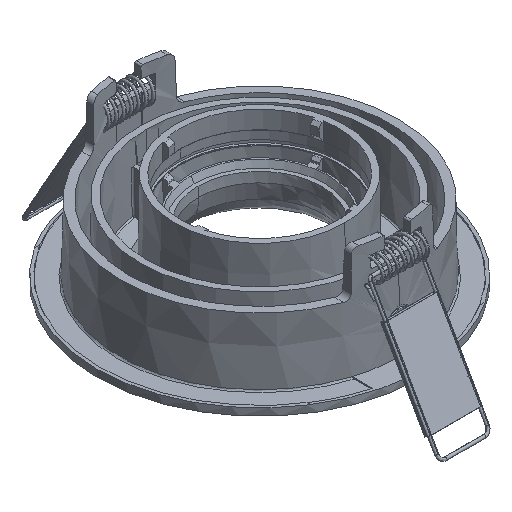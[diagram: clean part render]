
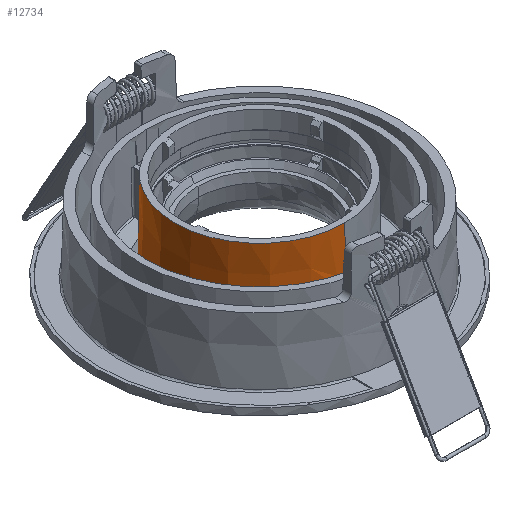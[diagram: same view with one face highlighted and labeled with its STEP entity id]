
A CAD part, isometric view. The second image highlights one B-rep face of the part: STEP entity #12734.
In plain terms, the highlighted conical face has half-angle 1 degrees and reference radius 29.233 mm.
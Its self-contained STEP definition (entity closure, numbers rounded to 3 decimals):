
#7951=CARTESIAN_POINT('Vertex',(-5.505,17.75,-28.471)) ;
#7955=CARTESIAN_POINT('Control Point',(-5.505,17.75,-28.471)) ;
#7956=CARTESIAN_POINT('Control Point',(-4.417,17.75,-28.682)) ;
#7957=CARTESIAN_POINT('Control Point',(-3.32,17.75,-28.84)) ;
#7958=CARTESIAN_POINT('Control Point',(-2.215,17.75,-28.946)) ;
#7959=CARTESIAN_POINT('Control Point',(-1.108,17.75,-28.999)) ;
#7960=CARTESIAN_POINT('Control Point',(0.,17.75,-28.999)) ;
#7961=CARTESIAN_POINT('Vertex',(0.,17.75,-28.999)) ;
#8309=CARTESIAN_POINT('Vertex',(0.,17.75,28.999)) ;
#8313=CARTESIAN_POINT('Control Point',(0.,17.75,28.999)) ;
#8314=CARTESIAN_POINT('Control Point',(-1.074,17.75,28.999)) ;
#8315=CARTESIAN_POINT('Control Point',(-2.148,17.75,28.949)) ;
#8316=CARTESIAN_POINT('Control Point',(-3.22,17.75,28.85)) ;
#8317=CARTESIAN_POINT('Control Point',(-4.285,17.75,28.701)) ;
#8318=CARTESIAN_POINT('Control Point',(-5.34,17.75,28.503)) ;
#8319=CARTESIAN_POINT('Vertex',(-5.34,17.75,28.503)) ;
#9130=CARTESIAN_POINT('Vertex',(-5.571,4.354,28.697)) ;
#12080=CARTESIAN_POINT('Vertex',(0.,32.,-28.75)) ;
#12082=CARTESIAN_POINT('Vertex',(0.,32.,28.75)) ;
#12085=CARTESIAN_POINT('Axis2P3D Location',(0.,32.,0.)) ;
#12433=CARTESIAN_POINT('Control Point',(-5.506,4.354,-28.709)) ;
#12434=CARTESIAN_POINT('Control Point',(-46.784,4.354,-20.793)) ;
#12435=CARTESIAN_POINT('Control Point',(-46.05,4.354,20.839)) ;
#12436=CARTESIAN_POINT('Control Point',(-5.571,4.354,28.697)) ;
#12437=CARTESIAN_POINT('Vertex',(-5.506,4.354,-28.709)) ;
#12571=CARTESIAN_POINT('Control Point',(-5.571,4.354,28.697)) ;
#12572=CARTESIAN_POINT('Control Point',(-5.494,8.819,28.632)) ;
#12573=CARTESIAN_POINT('Control Point',(-5.417,13.285,28.568)) ;
#12574=CARTESIAN_POINT('Control Point',(-5.34,17.75,28.503)) ;
#12692=CARTESIAN_POINT('Axis2P3D Location',(0.,4.354,0.)) ;
#12697=CARTESIAN_POINT('Line Origine',(0.,-4998396.756,87276.648)) ;
#12702=CARTESIAN_POINT('Line Origine',(0.,-4998396.756,-87276.648)) ;
#12719=CARTESIAN_POINT('Control Point',(-5.505,17.75,-28.471)) ;
#12720=CARTESIAN_POINT('Control Point',(-5.505,13.285,-28.551)) ;
#12721=CARTESIAN_POINT('Control Point',(-5.506,8.819,-28.63)) ;
#12722=CARTESIAN_POINT('Control Point',(-5.506,4.354,-28.709)) ;
#12086=DIRECTION('Axis2P3D Direction',(0.,-1.,0.)) ;
#12693=DIRECTION('Axis2P3D Direction',(0.,-1.,0.)) ;
#12694=DIRECTION('Axis2P3D XDirection',(0.,0.,-1.)) ;
#12698=DIRECTION('Vector Direction',(0.,-1.,0.017)) ;
#12703=DIRECTION('Vector Direction',(0.,-1.,-0.017)) ;
#12087=AXIS2_PLACEMENT_3D('Circle Axis2P3D',#12085,#12086,$) ;
#12695=AXIS2_PLACEMENT_3D('Cone Axis2P3D',#12692,#12693,#12694) ;
#12725=ORIENTED_EDGE('',*,*,#12701,.F.) ;
#12726=ORIENTED_EDGE('',*,*,#12089,.T.) ;
#12727=ORIENTED_EDGE('',*,*,#12706,.T.) ;
#12728=ORIENTED_EDGE('',*,*,#7963,.F.) ;
#12729=ORIENTED_EDGE('',*,*,#12723,.T.) ;
#12730=ORIENTED_EDGE('',*,*,#12439,.T.) ;
#12731=ORIENTED_EDGE('',*,*,#12575,.T.) ;
#12732=ORIENTED_EDGE('',*,*,#8321,.F.) ;
#12699=VECTOR('Line Direction',#12698,1.) ;
#12704=VECTOR('Line Direction',#12703,1.) ;
#12734=ADVANCED_FACE('\X2\8F935165\X0\1',(#12733),#12696,.T.) ;
#7954=B_SPLINE_CURVE_WITH_KNOTS('',5,(#7955,#7956,#7957,#7958,#7959,#7960),.UNSPECIFIED.,.F.,.U.,(6,6),(0.,7.833),.UNSPECIFIED.) ;
#8312=B_SPLINE_CURVE_WITH_KNOTS('',5,(#8313,#8314,#8315,#8316,#8317,#8318),.UNSPECIFIED.,.F.,.U.,(6,6),(0.,7.596),.UNSPECIFIED.) ;
#12718=B_SPLINE_CURVE_WITH_KNOTS('',3,(#12719,#12720,#12721,#12722),.UNSPECIFIED.,.F.,.U.,(4,4),(-6.7,6.7),.UNSPECIFIED.) ;
#12088=CIRCLE('generated circle',#12087,28.75) ;
#12696=CONICAL_SURFACE('Cone',#12695,29.233,0.017) ;
#7963=EDGE_CURVE('',#7952,#7962,#7954,.T.) ;
#8321=EDGE_CURVE('',#8310,#8320,#8312,.T.) ;
#12089=EDGE_CURVE('',#12083,#12081,#12088,.T.) ;
#12439=EDGE_CURVE('',#12438,#9131,#12432,.T.) ;
#12575=EDGE_CURVE('',#9131,#8320,#12570,.T.) ;
#12701=EDGE_CURVE('',#12083,#8310,#12700,.T.) ;
#12706=EDGE_CURVE('',#12081,#7962,#12705,.T.) ;
#12723=EDGE_CURVE('',#7952,#12438,#12718,.T.) ;
#12724=EDGE_LOOP('',(#12725,#12726,#12727,#12728,#12729,#12730,#12731,#12732)) ;
#12733=FACE_OUTER_BOUND('',#12724,.T.) ;
#12700=LINE('Line',#12697,#12699) ;
#12705=LINE('Line',#12702,#12704) ;
#7952=VERTEX_POINT('',#7951) ;
#7962=VERTEX_POINT('',#7961) ;
#8310=VERTEX_POINT('',#8309) ;
#8320=VERTEX_POINT('',#8319) ;
#9131=VERTEX_POINT('',#9130) ;
#12081=VERTEX_POINT('',#12080) ;
#12083=VERTEX_POINT('',#12082) ;
#12438=VERTEX_POINT('',#12437) ;
#12432=(BOUNDED_CURVE()B_SPLINE_CURVE(3,(#12433,#12434,#12435,#12436),.UNSPECIFIED.,.F.,.U.)B_SPLINE_CURVE_WITH_KNOTS((4,4),(2.059,128.632),.UNSPECIFIED.)CURVE()GEOMETRIC_REPRESENTATION_ITEM()RATIONAL_B_SPLINE_CURVE((0.974,0.449,0.458,1.))REPRESENTATION_ITEM('')) ;
#12570=(BOUNDED_CURVE()B_SPLINE_CURVE(3,(#12571,#12572,#12573,#12574),.UNSPECIFIED.,.F.,.U.)B_SPLINE_CURVE_WITH_KNOTS((4,4),(0.052,13.451),.UNSPECIFIED.)CURVE()GEOMETRIC_REPRESENTATION_ITEM()RATIONAL_B_SPLINE_CURVE((1.,1.,1.,1.))REPRESENTATION_ITEM('')) ;
